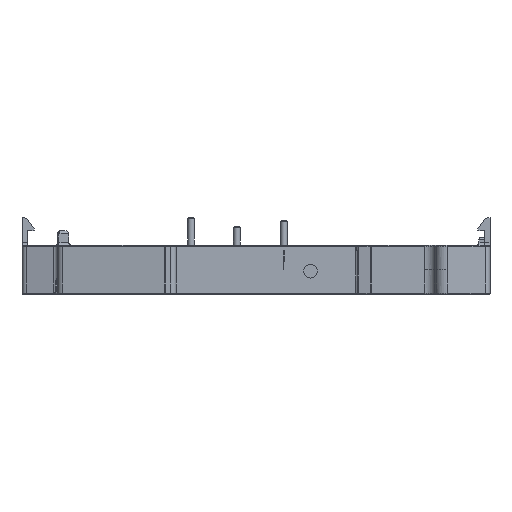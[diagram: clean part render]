
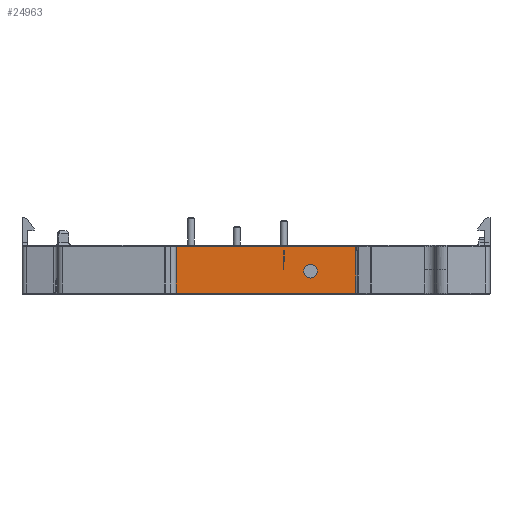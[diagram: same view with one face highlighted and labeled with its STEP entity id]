
A CAD part, front view. The second image highlights one B-rep face of the part: STEP entity #24963.
In plain terms, the highlighted planar face has unit normal (0, -1, 0).
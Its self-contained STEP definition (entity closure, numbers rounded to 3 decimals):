
#7056=DIRECTION('',(0.,0.,-1.));
#7057=VECTOR('',#7056,4.25);
#7058=CARTESIAN_POINT('',(-17.,-56.5,4.45));
#7059=LINE('',#7058,#7057);
#7060=DIRECTION('',(0.,0.,1.));
#7061=VECTOR('',#7060,4.25);
#7062=CARTESIAN_POINT('',(-17.,-56.5,4.45));
#7063=LINE('',#7062,#7061);
#7064=CARTESIAN_POINT('',(18.096,-56.5,7.9));
#7065=CARTESIAN_POINT('',(18.092,-56.5,7.9));
#7066=CARTESIAN_POINT('',(18.087,-56.5,7.9));
#7067=CARTESIAN_POINT('',(18.082,-56.5,7.9));
#7069=DIRECTION('',(0.,0.,-1.));
#7070=VECTOR('',#7069,7.7);
#7071=CARTESIAN_POINT('',(18.096,-56.5,7.9));
#7072=LINE('',#7071,#7070);
#7073=DIRECTION('',(-1.,0.,0.));
#7074=VECTOR('',#7073,35.095);
#7075=CARTESIAN_POINT('',(18.095,-56.5,0.2));
#7076=LINE('',#7075,#7074);
#7077=CARTESIAN_POINT('',(9.9,-56.5,4.2));
#7078=DIRECTION('',(0.,-1.,0.));
#7079=DIRECTION('',(1.,0.,0.));
#7080=AXIS2_PLACEMENT_3D('',#7077,#7078,#7079);
#7082=CARTESIAN_POINT('',(9.9,-56.5,4.2));
#7083=DIRECTION('',(0.,-1.,0.));
#7084=DIRECTION('',(-1.,0.,0.));
#7085=AXIS2_PLACEMENT_3D('',#7082,#7083,#7084);
#7087=DIRECTION('',(0.058,0.,0.998));
#7088=VECTOR('',#7087,3.456);
#7089=CARTESIAN_POINT('',(5.,-56.5,4.45));
#7090=LINE('',#7089,#7088);
#7091=DIRECTION('',(-1.,0.,0.));
#7092=VECTOR('',#7091,0.135);
#7093=CARTESIAN_POINT('',(5.2,-56.5,7.9));
#7094=LINE('',#7093,#7092);
#7095=DIRECTION('',(-0.035,0.,-0.999));
#7096=VECTOR('',#7095,3.452);
#7097=CARTESIAN_POINT('',(5.065,-56.5,7.9));
#7098=LINE('',#7097,#7096);
#7099=DIRECTION('',(-1.,0.,0.));
#7100=VECTOR('',#7099,35.082);
#7101=CARTESIAN_POINT('',(18.082,-56.5,8.7));
#7102=LINE('',#7101,#7100);
#7117=DIRECTION('',(0.,0.,1.));
#7118=VECTOR('',#7117,0.8);
#7119=CARTESIAN_POINT('',(18.082,-56.5,7.9));
#7120=LINE('',#7119,#7118);
#8495=CARTESIAN_POINT('',(18.096,-56.5,7.9));
#8606=DIRECTION('',(-1.,0.,0.));
#8607=VECTOR('',#8606,0.055);
#8608=CARTESIAN_POINT('',(5.,-56.5,4.45));
#8609=LINE('',#8608,#8607);
#13126=CARTESIAN_POINT('',(18.095,-56.5,0.2));
#13128=VERTEX_POINT('',#13126);
#13130=CARTESIAN_POINT('',(-17.,-56.5,0.2));
#13131=VERTEX_POINT('',#13130);
#13132=CARTESIAN_POINT('',(11.15,-56.5,4.2));
#13133=CARTESIAN_POINT('',(8.65,-56.5,4.2));
#13134=VERTEX_POINT('',#13132);
#13135=VERTEX_POINT('',#13133);
#14193=CARTESIAN_POINT('',(5.,-56.5,4.45));
#14195=VERTEX_POINT('',#14193);
#14774=CARTESIAN_POINT('',(-17.,-56.5,8.7));
#14775=VERTEX_POINT('',#14774);
#14776=CARTESIAN_POINT('',(18.082,-56.5,8.7));
#14777=VERTEX_POINT('',#14776);
#15081=VERTEX_POINT('',#8495);
#15082=VERTEX_POINT('',#7067);
#15231=CARTESIAN_POINT('',(5.2,-56.5,7.9));
#15233=VERTEX_POINT('',#15231);
#15234=CARTESIAN_POINT('',(4.945,-56.5,4.45));
#15236=VERTEX_POINT('',#15234);
#15445=CARTESIAN_POINT('',(-17.,-56.5,4.45));
#15446=VERTEX_POINT('',#15445);
#15530=CARTESIAN_POINT('',(5.065,-56.5,7.9));
#15531=VERTEX_POINT('',#15530);
#24928=CARTESIAN_POINT('',(0.548,-56.5,4.05));
#24929=DIRECTION('',(0.,1.,0.));
#24930=DIRECTION('',(-1.,0.,0.));
#24931=AXIS2_PLACEMENT_3D('',#24928,#24929,#24930);
#24932=PLANE('',#24931);
#24933=ORIENTED_EDGE('',*,*,#24921,.F.);
#24934=ORIENTED_EDGE('',*,*,#24919,.T.);
#24936=ORIENTED_EDGE('',*,*,#24935,.F.);
#24938=ORIENTED_EDGE('',*,*,#24937,.F.);
#24940=ORIENTED_EDGE('',*,*,#24939,.F.);
#24942=ORIENTED_EDGE('',*,*,#24941,.T.);
#24944=ORIENTED_EDGE('',*,*,#24943,.T.);
#24945=EDGE_LOOP('',(#24933,#24934,#24936,#24938,#24940,#24942,#24944));
#24946=FACE_OUTER_BOUND('',#24945,.F.);
#24948=ORIENTED_EDGE('',*,*,#24947,.T.);
#24950=ORIENTED_EDGE('',*,*,#24949,.T.);
#24951=EDGE_LOOP('',(#24948,#24950));
#24952=FACE_BOUND('',#24951,.F.);
#24954=ORIENTED_EDGE('',*,*,#24953,.T.);
#24956=ORIENTED_EDGE('',*,*,#24955,.T.);
#24958=ORIENTED_EDGE('',*,*,#24957,.T.);
#24960=ORIENTED_EDGE('',*,*,#24959,.F.);
#24961=EDGE_LOOP('',(#24954,#24956,#24958,#24960));
#24962=FACE_BOUND('',#24961,.F.);
#7068=B_SPLINE_CURVE_WITH_KNOTS('',3,(#7064,#7065,#7066,#7067),.UNSPECIFIED.,
.F.,.F.,(4,4),(0.,1.),.UNSPECIFIED.);
#7081=CIRCLE('',#7080,1.25);
#7086=CIRCLE('',#7085,1.25);
#24919=EDGE_CURVE('',#15446,#14775,#7063,.T.);
#24921=EDGE_CURVE('',#15446,#13131,#7059,.T.);
#24935=EDGE_CURVE('',#14777,#14775,#7102,.T.);
#24937=EDGE_CURVE('',#15082,#14777,#7120,.T.);
#24939=EDGE_CURVE('',#15081,#15082,#7068,.T.);
#24941=EDGE_CURVE('',#15081,#13128,#7072,.T.);
#24943=EDGE_CURVE('',#13128,#13131,#7076,.T.);
#24947=EDGE_CURVE('',#13134,#13135,#7081,.T.);
#24949=EDGE_CURVE('',#13135,#13134,#7086,.T.);
#24953=EDGE_CURVE('',#14195,#15233,#7090,.T.);
#24955=EDGE_CURVE('',#15233,#15531,#7094,.T.);
#24957=EDGE_CURVE('',#15531,#15236,#7098,.T.);
#24959=EDGE_CURVE('',#14195,#15236,#8609,.T.);
#24963=ADVANCED_FACE('',(#24946,#24952,#24962),#24932,.F.);
